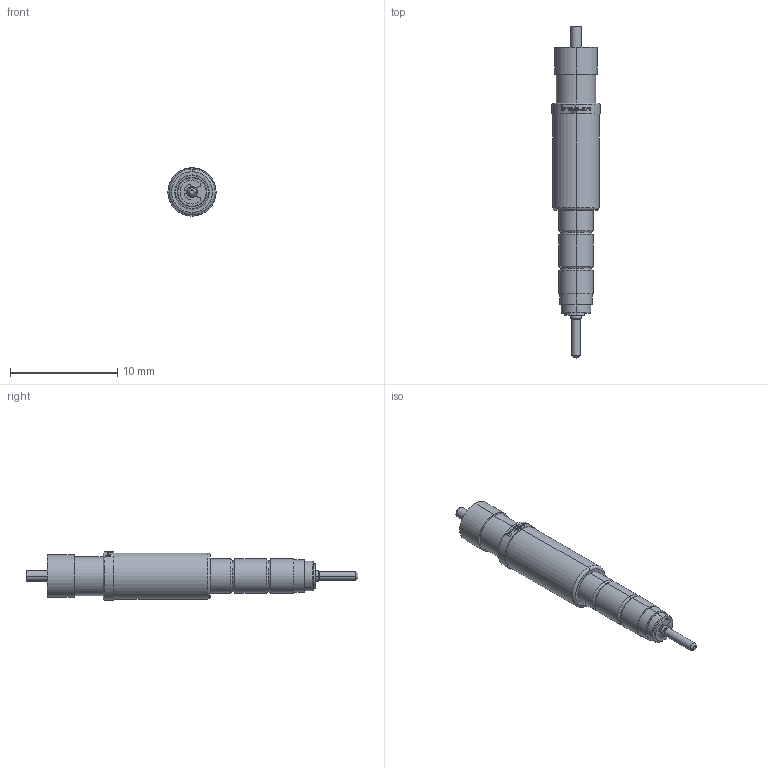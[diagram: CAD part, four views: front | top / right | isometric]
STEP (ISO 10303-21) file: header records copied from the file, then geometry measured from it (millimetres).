
FILE_DESCRIPTION (( 'STEP AP203' ), '1' );
FILE_NAME ('INGUN_DPS-445_203_100_A_xx43.STEP', '2023-11-08T10:28:32', ( '' ), ( '' ), 'SwSTEP 2.0', 'SolidWorks 2021', '' );
FILE_SCHEMA (( 'CONFIG_CONTROL_DESIGN' ));
Length unit declared in the file: millimetre
Products named in the file (1): INGUN_DPS-445_203_100_A_xx43
Bounding box: 4.5 x 31 x 4.51 mm (x, y, z)
Volume: 278.4 mm3; surface area: 355.4 mm2
Topology: 1 solids, 1 shells, 162 faces, 407 edges, 259 vertices
Faces by surface type: plane 62, cylinder 54, bspline 22, torus 14, cone 10
Entity records: 5204 total; most frequent: CARTESIAN_POINT 1333, ORIENTED_EDGE 810, DIRECTION 773, EDGE_CURVE 405, AXIS2_PLACEMENT_3D 315, VERTEX_POINT 259, EDGE_LOOP 178, CIRCLE 174
